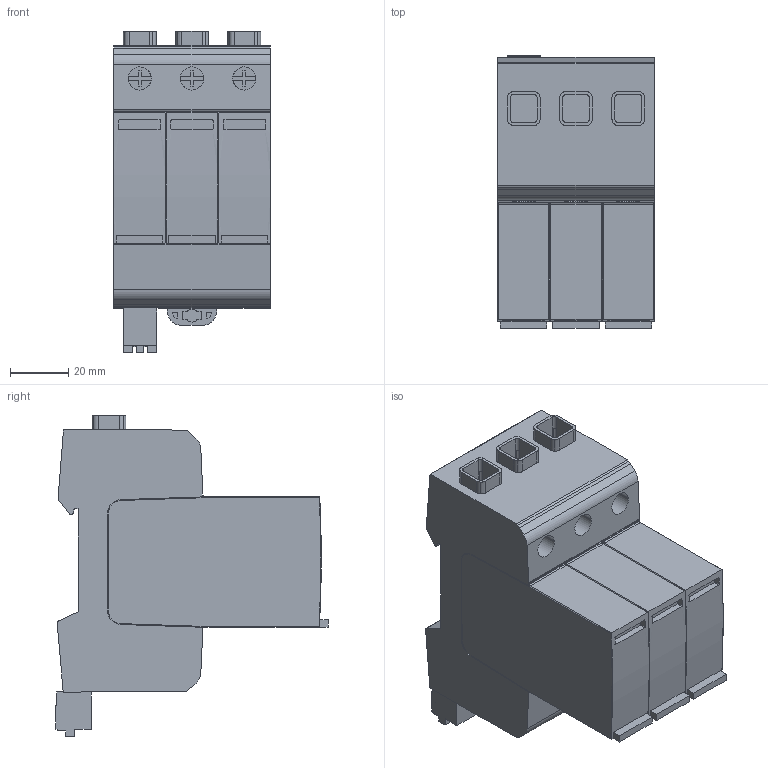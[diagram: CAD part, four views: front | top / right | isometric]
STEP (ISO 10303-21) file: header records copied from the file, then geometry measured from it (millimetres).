
FILE_DESCRIPTION((''),'2;1');
FILE_NAME('NWEGEN_CUSTOMER_2P1_3P0_T1_PV_R','2021-03-05T15:46:39',('sebastjan.kamensek'),('Audax d.o.o.'),'CREO PARAMETRIC BY PTC INC, 2020281','CREO PARAMETRIC BY PTC INC, 2020281','');
FILE_SCHEMA(());
Length unit declared in the file: millimetre
Products named in the file (1): NWEGEN_CUSTOMER_2P1_3P0_T1_PV_R
Bounding box: 54 x 93.86 x 110.6 mm (x, y, z)
Volume: 320584.4 mm3; surface area: 36883.7 mm2
Topology: 1 solids, 4 shells, 414 faces, 1180 edges, 789 vertices
Faces by surface type: plane 245, cylinder 94, extrusion 69, cone 6
Entity records: 14756 total; most frequent: CARTESIAN_POINT 4055, ORIENTED_EDGE 2360, DIRECTION 1998, EDGE_CURVE 1180, VECTOR 828, VERTEX_POINT 789, LINE 759, AXIS2_PLACEMENT_3D 585
